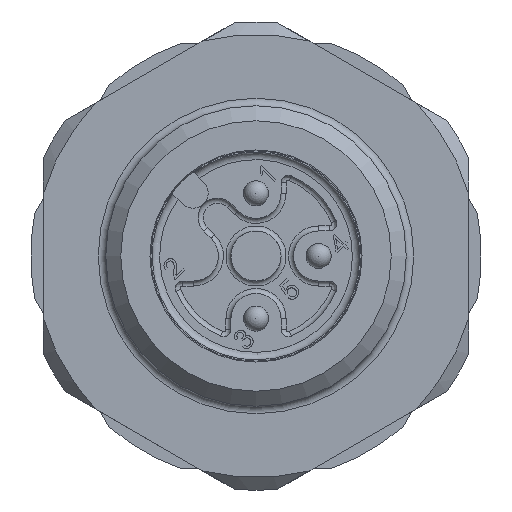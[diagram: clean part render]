
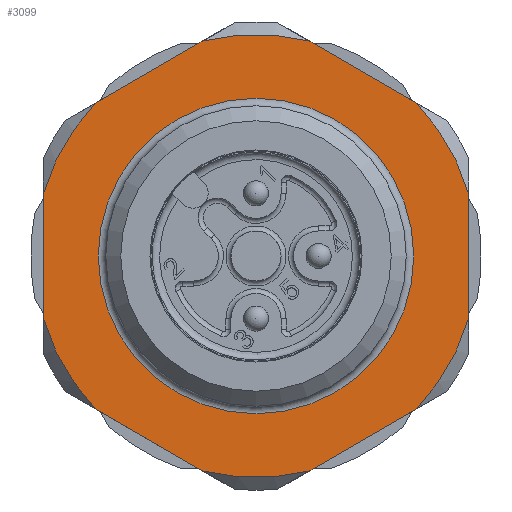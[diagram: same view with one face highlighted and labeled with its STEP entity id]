
A CAD part, front view. The second image highlights one B-rep face of the part: STEP entity #3099.
In plain terms, the highlighted planar face has unit normal (0, -1, 0).
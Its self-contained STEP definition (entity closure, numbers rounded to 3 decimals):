
#435=PLANE('',#3846);
#543=LINE('',#5326,#800);
#544=LINE('',#5327,#801);
#545=LINE('',#5328,#802);
#546=LINE('',#5329,#803);
#547=LINE('',#5330,#804);
#548=LINE('',#5331,#805);
#800=VECTOR('',#4261,1.);
#801=VECTOR('',#4262,1.);
#802=VECTOR('',#4263,1.);
#803=VECTOR('',#4264,1.);
#804=VECTOR('',#4265,1.);
#805=VECTOR('',#4266,1.);
#1085=EDGE_LOOP('',(#1429));
#1086=EDGE_LOOP('',(#1430,#1431,#1432,#1433,#1434,#1435,#1436,#1437,#1438,
#1439,#1440,#1441));
#1429=ORIENTED_EDGE('',*,*,#2433,.T.);
#1430=ORIENTED_EDGE('',*,*,#2416,.F.);
#1431=ORIENTED_EDGE('',*,*,#2434,.T.);
#1432=ORIENTED_EDGE('',*,*,#2418,.F.);
#1433=ORIENTED_EDGE('',*,*,#2435,.T.);
#1434=ORIENTED_EDGE('',*,*,#2431,.F.);
#1435=ORIENTED_EDGE('',*,*,#2436,.T.);
#1436=ORIENTED_EDGE('',*,*,#2428,.F.);
#1437=ORIENTED_EDGE('',*,*,#2437,.T.);
#1438=ORIENTED_EDGE('',*,*,#2425,.F.);
#1439=ORIENTED_EDGE('',*,*,#2438,.T.);
#1440=ORIENTED_EDGE('',*,*,#2422,.F.);
#1441=ORIENTED_EDGE('',*,*,#2439,.T.);
#2416=EDGE_CURVE('',#3485,#3486,#2905,.T.);
#2418=EDGE_CURVE('',#3487,#3488,#2906,.T.);
#2422=EDGE_CURVE('',#3489,#3490,#2907,.T.);
#2425=EDGE_CURVE('',#3491,#3492,#2908,.T.);
#2428=EDGE_CURVE('',#3493,#3494,#2909,.T.);
#2431=EDGE_CURVE('',#3495,#3496,#2910,.T.);
#2433=EDGE_CURVE('',#3497,#3497,#2911,.T.);
#2434=EDGE_CURVE('',#3485,#3488,#543,.T.);
#2435=EDGE_CURVE('',#3487,#3496,#544,.T.);
#2436=EDGE_CURVE('',#3495,#3494,#545,.T.);
#2437=EDGE_CURVE('',#3493,#3492,#546,.T.);
#2438=EDGE_CURVE('',#3491,#3490,#547,.T.);
#2439=EDGE_CURVE('',#3489,#3486,#548,.T.);
#2905=CIRCLE('',#3833,8.85);
#2906=CIRCLE('',#3835,8.85);
#2907=CIRCLE('',#3837,8.85);
#2908=CIRCLE('',#3839,8.85);
#2909=CIRCLE('',#3841,8.85);
#2910=CIRCLE('',#3843,8.85);
#2911=CIRCLE('',#3845,6.3);
#3099=ADVANCED_FACE('',(#3331,#3332),#435,.T.);
#3331=FACE_BOUND('',#1085,.T.);
#3332=FACE_BOUND('',#1086,.T.);
#3485=VERTEX_POINT('',#5256);
#3486=VERTEX_POINT('',#5258);
#3487=VERTEX_POINT('',#5265);
#3488=VERTEX_POINT('',#5266);
#3489=VERTEX_POINT('',#5280);
#3490=VERTEX_POINT('',#5282);
#3491=VERTEX_POINT('',#5292);
#3492=VERTEX_POINT('',#5294);
#3493=VERTEX_POINT('',#5304);
#3494=VERTEX_POINT('',#5306);
#3495=VERTEX_POINT('',#5316);
#3496=VERTEX_POINT('',#5318);
#3497=VERTEX_POINT('',#5325);
#3833=AXIS2_PLACEMENT_3D('',#5257,#4235,#4236);
#3835=AXIS2_PLACEMENT_3D('',#5264,#4239,#4240);
#3837=AXIS2_PLACEMENT_3D('',#5281,#4243,#4244);
#3839=AXIS2_PLACEMENT_3D('',#5293,#4247,#4248);
#3841=AXIS2_PLACEMENT_3D('',#5305,#4251,#4252);
#3843=AXIS2_PLACEMENT_3D('',#5317,#4255,#4256);
#3845=AXIS2_PLACEMENT_3D('',#5324,#4259,#4260);
#3846=AXIS2_PLACEMENT_3D('',#5332,#4267,#4268);
#4235=DIRECTION('',(0.,1.,0.));
#4236=DIRECTION('',(0.5,0.,-0.866));
#4239=DIRECTION('',(0.,1.,0.));
#4240=DIRECTION('',(0.5,0.,-0.866));
#4243=DIRECTION('',(0.,1.,0.));
#4244=DIRECTION('',(0.5,0.,-0.866));
#4247=DIRECTION('',(0.,1.,0.));
#4248=DIRECTION('',(0.5,0.,-0.866));
#4251=DIRECTION('',(0.,1.,0.));
#4252=DIRECTION('',(0.5,0.,-0.866));
#4255=DIRECTION('',(0.,1.,0.));
#4256=DIRECTION('',(0.5,0.,-0.866));
#4259=DIRECTION('',(0.,1.,0.));
#4260=DIRECTION('',(0.5,0.,-0.866));
#4261=DIRECTION('',(-0.866,0.,0.5));
#4262=DIRECTION('',(-0.866,0.,-0.5));
#4263=DIRECTION('',(0.,0.,-1.));
#4264=DIRECTION('',(0.866,0.,-0.5));
#4265=DIRECTION('',(0.866,0.,0.5));
#4266=DIRECTION('',(0.,0.,1.));
#4267=DIRECTION('',(0.,-1.,0.));
#4268=DIRECTION('',(0.5,0.,-0.866));
#5256=CARTESIAN_POINT('',(6.384,10.1,6.129));
#5257=CARTESIAN_POINT('',(0.,10.1,0.));
#5258=CARTESIAN_POINT('',(8.5,10.1,2.464));
#5264=CARTESIAN_POINT('',(0.,10.1,0.));
#5265=CARTESIAN_POINT('',(-2.116,10.1,8.593));
#5266=CARTESIAN_POINT('',(2.116,10.1,8.593));
#5280=CARTESIAN_POINT('',(8.5,10.1,-2.464));
#5281=CARTESIAN_POINT('',(0.,10.1,0.));
#5282=CARTESIAN_POINT('',(6.384,10.1,-6.129));
#5292=CARTESIAN_POINT('',(2.116,10.1,-8.593));
#5293=CARTESIAN_POINT('',(0.,10.1,0.));
#5294=CARTESIAN_POINT('',(-2.116,10.1,-8.593));
#5304=CARTESIAN_POINT('',(-6.384,10.1,-6.129));
#5305=CARTESIAN_POINT('',(0.,10.1,0.));
#5306=CARTESIAN_POINT('',(-8.5,10.1,-2.464));
#5316=CARTESIAN_POINT('',(-8.5,10.1,2.464));
#5317=CARTESIAN_POINT('',(0.,10.1,0.));
#5318=CARTESIAN_POINT('',(-6.384,10.1,6.129));
#5324=CARTESIAN_POINT('',(0.,10.1,0.));
#5325=CARTESIAN_POINT('',(3.15,10.1,-5.456));
#5326=CARTESIAN_POINT('',(0.418,10.1,9.574));
#5327=CARTESIAN_POINT('',(-11.914,10.1,2.936));
#5328=CARTESIAN_POINT('',(-8.5,10.1,-4.425));
#5329=CARTESIAN_POINT('',(-8.082,10.1,-5.149));
#5330=CARTESIAN_POINT('',(-3.414,10.1,-11.786));
#5331=CARTESIAN_POINT('',(8.5,10.1,-4.425));
#5332=CARTESIAN_POINT('',(-7.664,10.1,-4.425));
